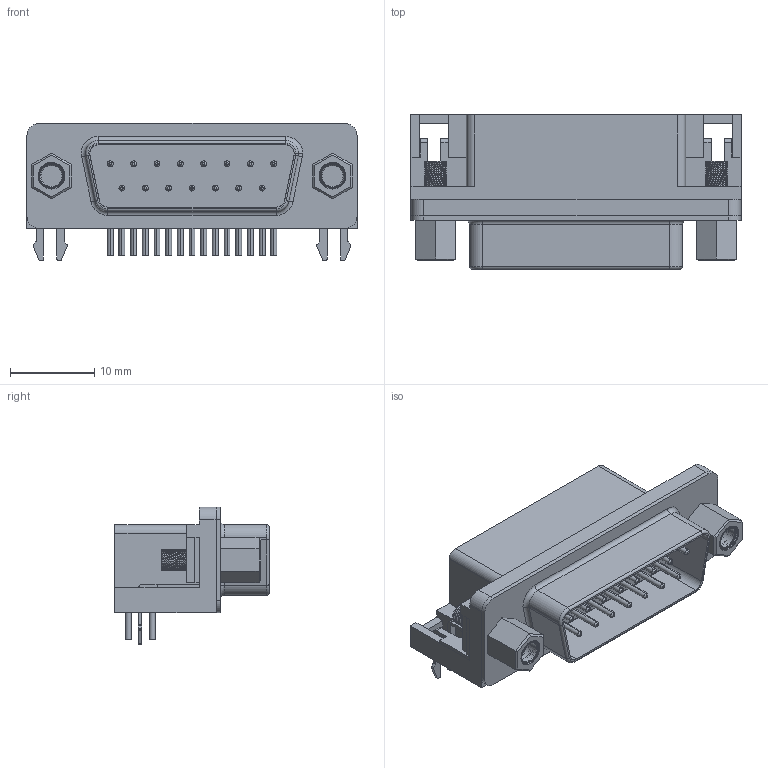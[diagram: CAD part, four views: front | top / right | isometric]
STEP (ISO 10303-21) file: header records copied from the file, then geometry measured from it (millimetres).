
FILE_DESCRIPTION(('FreeCAD Model'),'2;1');
FILE_NAME('Open CASCADE Shape Model','2023-11-03T14:15:23',('Author'),( ''),'Open CASCADE STEP processor 7.6','FreeCAD','Unknown');
FILE_SCHEMA(('AUTOMOTIVE_DESIGN { 1 0 10303 214 1 1 1 1 }'));
Length unit declared in the file: millimetre
Products named in the file (8): DB15-TH_15P-P2.77_SUB-DRBF-607A-000; COMPOUND007; COMPOUND001; COMPOUND002; COMPOUND003; COMPOUND004; COMPOUND005; COMPOUND006
Assembly tree (7 placements, depth 3):
  DB15-TH_15P-P2.77_SUB-DRBF-607A-000
    COMPOUND007
      COMPOUND001
      COMPOUND002
      COMPOUND003
      COMPOUND004
      COMPOUND005
      COMPOUND006
Bounding box: 39.14 x 18.31 x 16.3 mm (x, y, z)
Volume: 4237.2 mm3; surface area: 5662.5 mm2
Topology: 6 solids, 6 shells, 721 faces, 1893 edges, 1240 vertices
Faces by surface type: plane 367, cylinder 204, bspline 106, cone 34, torus 10
Entity records: 48290 total; most frequent: CARTESIAN_POINT 27860, ORIENTED_EDGE 3786, DIRECTION 3103, EDGE_CURVE 1893, VERTEX_POINT 1240, LINE 1197, VECTOR 1197, AXIS2_PLACEMENT_3D 953
